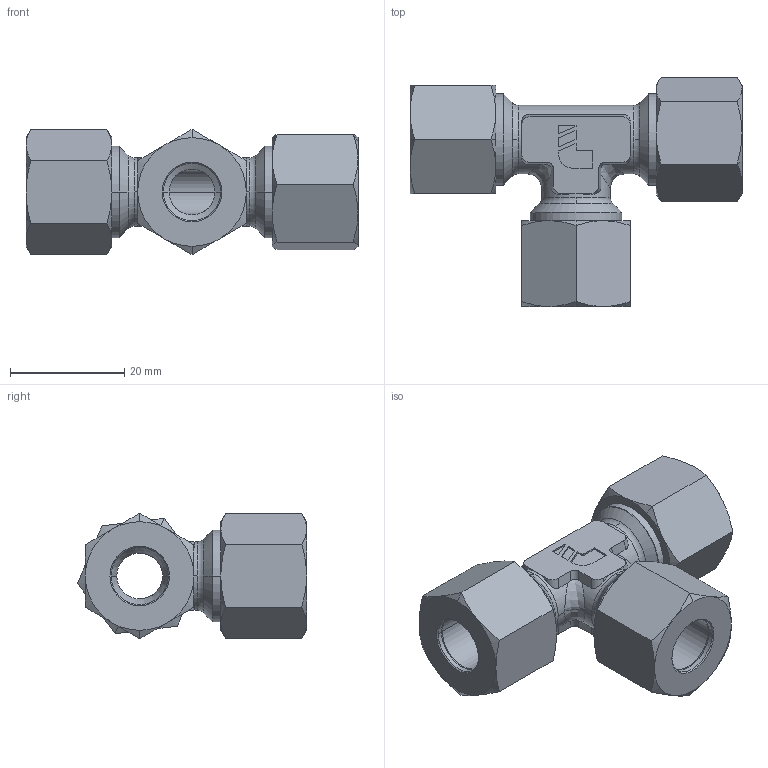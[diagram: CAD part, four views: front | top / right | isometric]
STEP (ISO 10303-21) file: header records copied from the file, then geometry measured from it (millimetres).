
FILE_DESCRIPTION(('STEP AP214'),'1');
FILE_NAME('0104_10_00.stp','2016-07-07T14:21:14',('TraceParts'),('TraceParts S.A.'),'Spatial InterOp 3D',' ',' ');
FILE_SCHEMA(('automotive_design'));
Length unit declared in the file: millimetre
Products named in the file (7): 0104-10-00_asm|0104-10-00U:1#0104-10-00U;0104-10-00U; 0104-10-00_asm|0124-10-00:1#0124-10-00;0124-10-00; 0104-10-00_asm|0110-10-00:1#0110-10-00;0110-10-00; 0104-10-00_asm|0124-10-00:2#0124-10-00;0124-10-00; 0104-10-00_asm|0110-10-00:2#0110-10-00;0110-10-00; 0104-10-00_asm|0124-10-00:3#0124-10-00;0124-10-00; 0104-10-00_asm|0110-10-00:3#0110-10-00;0110-10-00
Bounding box: 58.06 x 40.08 x 21.94 mm (x, y, z)
Volume: 14093.6 mm3; surface area: 12497.8 mm2
Topology: 7 solids, 7 shells, 278 faces, 662 edges, 400 vertices
Faces by surface type: cone 96, cylinder 74, plane 74, torus 30, bspline 4
Entity records: 10913 total; most frequent: CARTESIAN_POINT 2130, DIRECTION 1434, ORIENTED_EDGE 1324, EDGE_CURVE 662, AXIS2_PLACEMENT_3D 595, VERTEX_POINT 400, EDGE_LOOP 296, STYLED_ITEM 285
